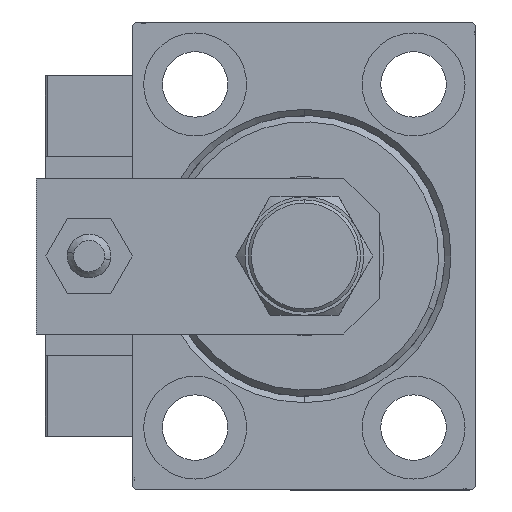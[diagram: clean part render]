
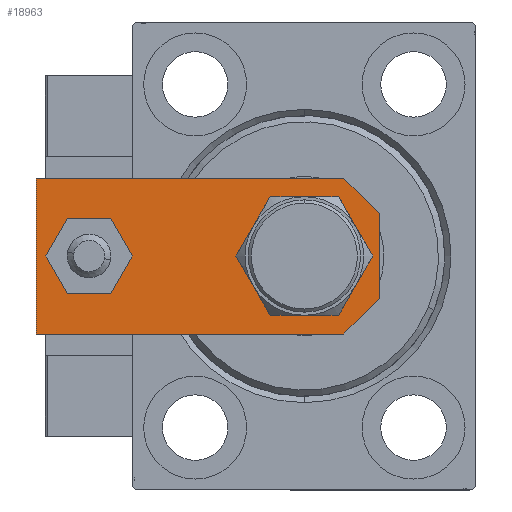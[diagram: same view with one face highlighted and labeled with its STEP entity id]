
A CAD part, left-side view. The second image highlights one B-rep face of the part: STEP entity #18963.
In plain terms, the highlighted face is planar.
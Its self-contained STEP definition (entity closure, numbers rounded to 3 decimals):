
#83 = AXIS2_PLACEMENT_3D ( 'NONE', #8910, #28567, #23835 ) ;
#953 = CIRCLE ( 'NONE', #34408, 4. ) ;
#2303 = EDGE_CURVE ( 'NONE', #29470, #17351, #38003, .T. ) ;
#2352 = DIRECTION ( 'NONE',  ( 0.707, 0.707, 0. ) ) ;
#3249 = VERTEX_POINT ( 'NONE', #45572 ) ;
#3890 = ORIENTED_EDGE ( 'NONE', *, *, #2303, .T. ) ;
#4536 = DIRECTION ( 'NONE',  ( 1., 0., 0. ) ) ;
#5156 = EDGE_CURVE ( 'NONE', #17351, #48293, #29088, .T. ) ;
#7490 = ORIENTED_EDGE ( 'NONE', *, *, #22590, .F. ) ;
#8221 = CARTESIAN_POINT ( 'NONE',  ( 0., 46.5, 6. ) ) ;
#8735 = DIRECTION ( 'NONE',  ( 0., 0., 1. ) ) ;
#8910 = CARTESIAN_POINT ( 'NONE',  ( 0., 12., 6. ) ) ;
#9176 = DIRECTION ( 'NONE',  ( -1., 0., 0. ) ) ;
#9648 = ORIENTED_EDGE ( 'NONE', *, *, #22419, .F. ) ;
#9927 = VERTEX_POINT ( 'NONE', #30868 ) ;
#10031 = DIRECTION ( 'NONE',  ( 0., 0., 1. ) ) ;
#10179 = DIRECTION ( 'NONE',  ( 1., 0., 0. ) ) ;
#10677 = EDGE_CURVE ( 'NONE', #40552, #29470, #37731, .T. ) ;
#10877 = EDGE_CURVE ( 'NONE', #48293, #16487, #43984, .T. ) ;
#11738 = ORIENTED_EDGE ( 'NONE', *, *, #41494, .T. ) ;
#12143 = DIRECTION ( 'NONE',  ( 0., 0., 1. ) ) ;
#12198 = VECTOR ( 'NONE', #24060, 1000. ) ;
#13445 = CIRCLE ( 'NONE', #83, 8.25 ) ;
#14280 = CARTESIAN_POINT ( 'NONE',  ( 6.84, 0., 6. ) ) ;
#15121 = CARTESIAN_POINT ( 'NONE',  ( -12.5, 0., 6. ) ) ;
#16019 = AXIS2_PLACEMENT_3D ( 'NONE', #8221, #8735, #4536 ) ;
#16487 = VERTEX_POINT ( 'NONE', #21367 ) ;
#16857 = CARTESIAN_POINT ( 'NONE',  ( 8.25, 12., 6. ) ) ;
#17351 = VERTEX_POINT ( 'NONE', #29933 ) ;
#18042 = DIRECTION ( 'NONE',  ( 0., 0., 1. ) ) ;
#18456 = ORIENTED_EDGE ( 'NONE', *, *, #26352, .F. ) ;
#18963 = ADVANCED_FACE ( 'NONE', ( #29689, #49600, #21303 ), #25760, .T. ) ;
#20523 = CARTESIAN_POINT ( 'NONE',  ( 0., 12., 6. ) ) ;
#20557 = VERTEX_POINT ( 'NONE', #26724 ) ;
#21303 = FACE_BOUND ( 'NONE', #32495, .T. ) ;
#21367 = CARTESIAN_POINT ( 'NONE',  ( -12.5, 5.66, 6. ) ) ;
#21826 = CARTESIAN_POINT ( 'NONE',  ( 0., 0., 6. ) ) ;
#21833 = AXIS2_PLACEMENT_3D ( 'NONE', #20523, #12143, #44121 ) ;
#21982 = ORIENTED_EDGE ( 'NONE', *, *, #5156, .T. ) ;
#22247 = CARTESIAN_POINT ( 'NONE',  ( 3.42, -3.42, 6. ) ) ;
#22270 = LINE ( 'NONE', #46132, #45223 ) ;
#22419 = EDGE_CURVE ( 'NONE', #9927, #48153, #13445, .T. ) ;
#22590 = EDGE_CURVE ( 'NONE', #3249, #20557, #953, .T. ) ;
#22704 = CARTESIAN_POINT ( 'NONE',  ( -6.84, 0., 6. ) ) ;
#22982 = VECTOR ( 'NONE', #9176, 1000. ) ;
#23835 = DIRECTION ( 'NONE',  ( 1., 0., 0. ) ) ;
#24060 = DIRECTION ( 'NONE',  ( 0., -1., 0. ) ) ;
#25057 = ORIENTED_EDGE ( 'NONE', *, *, #10677, .T. ) ;
#25443 = EDGE_CURVE ( 'NONE', #16487, #47611, #22270, .T. ) ;
#25760 = PLANE ( 'NONE',  #26694 ) ;
#26352 = EDGE_CURVE ( 'NONE', #48153, #9927, #43562, .T. ) ;
#26694 = AXIS2_PLACEMENT_3D ( 'NONE', #21826, #10031, #50119 ) ;
#26724 = CARTESIAN_POINT ( 'NONE',  ( 4., 46.5, 6. ) ) ;
#28567 = DIRECTION ( 'NONE',  ( 0., 0., 1. ) ) ;
#29088 = LINE ( 'NONE', #45072, #22982 ) ;
#29470 = VERTEX_POINT ( 'NONE', #49689 ) ;
#29689 = FACE_BOUND ( 'NONE', #51025, .T. ) ;
#29933 = CARTESIAN_POINT ( 'NONE',  ( 12.5, 55., 6. ) ) ;
#30095 = CARTESIAN_POINT ( 'NONE',  ( 0., 46.5, 6. ) ) ;
#30868 = CARTESIAN_POINT ( 'NONE',  ( -8.25, 12., 6. ) ) ;
#32495 = EDGE_LOOP ( 'NONE', ( #9648, #18456 ) ) ;
#34278 = LINE ( 'NONE', #15121, #42119 ) ;
#34408 = AXIS2_PLACEMENT_3D ( 'NONE', #30095, #18042, #10179 ) ;
#34531 = DIRECTION ( 'NONE',  ( 1., 0., 0. ) ) ;
#35247 = CIRCLE ( 'NONE', #16019, 4. ) ;
#35588 = ORIENTED_EDGE ( 'NONE', *, *, #36043, .F. ) ;
#36043 = EDGE_CURVE ( 'NONE', #20557, #3249, #35247, .T. ) ;
#36175 = EDGE_LOOP ( 'NONE', ( #47561, #40480, #11738, #25057, #3890, #21982 ) ) ;
#37731 = LINE ( 'NONE', #22247, #49974 ) ;
#37814 = CARTESIAN_POINT ( 'NONE',  ( -12.5, 55., 6. ) ) ;
#38003 = LINE ( 'NONE', #45871, #42966 ) ;
#40480 = ORIENTED_EDGE ( 'NONE', *, *, #25443, .T. ) ;
#40552 = VERTEX_POINT ( 'NONE', #14280 ) ;
#41079 = CARTESIAN_POINT ( 'NONE',  ( -12.5, 55., 6. ) ) ;
#41494 = EDGE_CURVE ( 'NONE', #47611, #40552, #34278, .T. ) ;
#42119 = VECTOR ( 'NONE', #34531, 1000. ) ;
#42966 = VECTOR ( 'NONE', #45614, 1000. ) ;
#43562 = CIRCLE ( 'NONE', #21833, 8.25 ) ;
#43984 = LINE ( 'NONE', #41079, #12198 ) ;
#44121 = DIRECTION ( 'NONE',  ( 1., 0., 0. ) ) ;
#45072 = CARTESIAN_POINT ( 'NONE',  ( 12.5, 55., 6. ) ) ;
#45223 = VECTOR ( 'NONE', #46638, 1000. ) ;
#45572 = CARTESIAN_POINT ( 'NONE',  ( -4., 46.5, 6. ) ) ;
#45614 = DIRECTION ( 'NONE',  ( 0., 1., 0. ) ) ;
#45871 = CARTESIAN_POINT ( 'NONE',  ( 12.5, 0., 6. ) ) ;
#46132 = CARTESIAN_POINT ( 'NONE',  ( -3.42, -3.42, 6. ) ) ;
#46638 = DIRECTION ( 'NONE',  ( 0.707, -0.707, 0. ) ) ;
#47561 = ORIENTED_EDGE ( 'NONE', *, *, #10877, .T. ) ;
#47611 = VERTEX_POINT ( 'NONE', #22704 ) ;
#48153 = VERTEX_POINT ( 'NONE', #16857 ) ;
#48293 = VERTEX_POINT ( 'NONE', #37814 ) ;
#49600 = FACE_OUTER_BOUND ( 'NONE', #36175, .T. ) ;
#49689 = CARTESIAN_POINT ( 'NONE',  ( 12.5, 5.66, 6. ) ) ;
#49974 = VECTOR ( 'NONE', #2352, 1000. ) ;
#50119 = DIRECTION ( 'NONE',  ( 1., 0., 0. ) ) ;
#51025 = EDGE_LOOP ( 'NONE', ( #7490, #35588 ) ) ;
